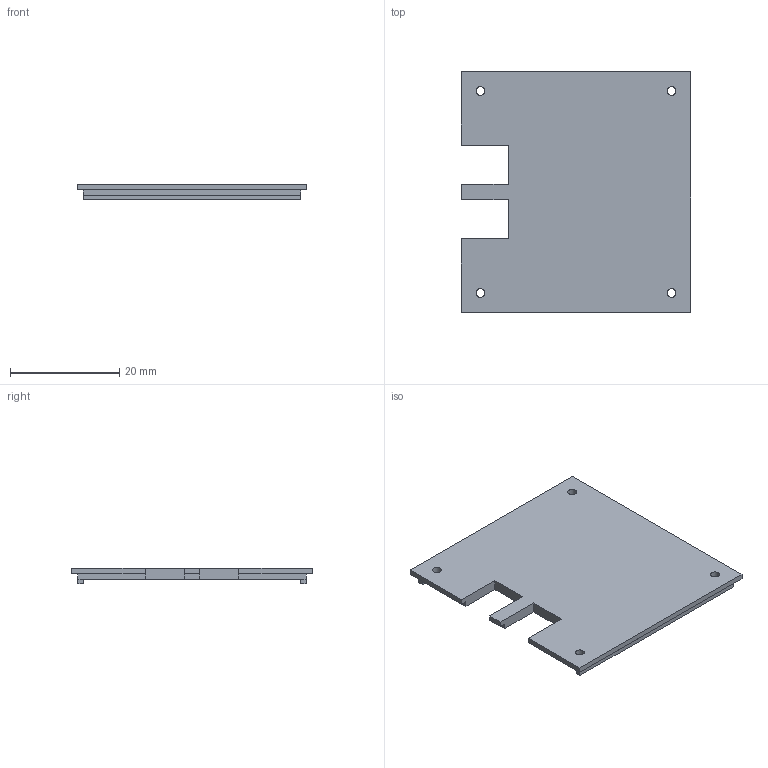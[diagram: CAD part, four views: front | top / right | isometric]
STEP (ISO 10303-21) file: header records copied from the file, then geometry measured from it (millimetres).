
FILE_DESCRIPTION(('FreeCAD Model'),'2;1');
FILE_NAME('Open CASCADE Shape Model','2023-10-05T12:22:38',(''),(''), 'Open CASCADE STEP processor 7.6','FreeCAD','Unknown');
FILE_SCHEMA(('AUTOMOTIVE_DESIGN { 1 0 10303 214 1 1 1 1 }'));
Length unit declared in the file: millimetre
Products named in the file (1): LowerPart2
Bounding box: 42 x 44 x 2.8 mm (x, y, z)
Volume: 3327.4 mm3; surface area: 4002.6 mm2
Topology: 1 solids, 1 shells, 36 faces, 94 edges, 60 vertices
Faces by surface type: plane 32, cylinder 4
Full cylindrical faces by diameter (mm): 1.6 x4
Entity records: 1120 total; most frequent: CARTESIAN_POINT 191, ORIENTED_EDGE 188, DIRECTION 176, EDGE_CURVE 94, LINE 86, VECTOR 86, VERTEX_POINT 60, AXIS2_PLACEMENT_3D 45
